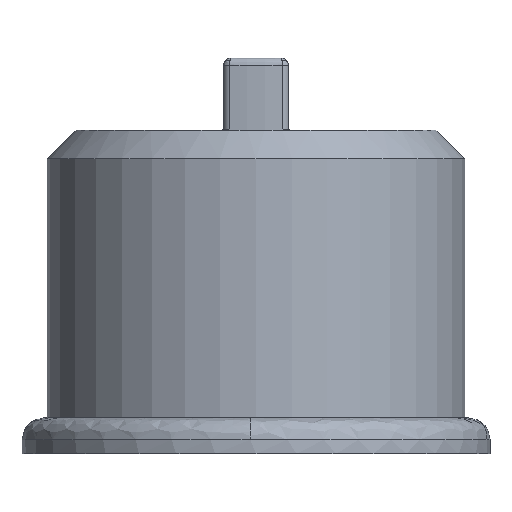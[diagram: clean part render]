
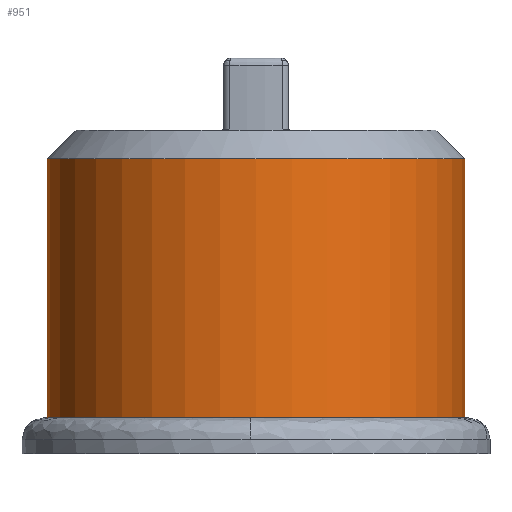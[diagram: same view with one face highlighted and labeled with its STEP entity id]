
A CAD part, front view. The second image highlights one B-rep face of the part: STEP entity #951.
In plain terms, the highlighted cylindrical face has radius 2.9 mm (diameter 5.8 mm), a partial arc.
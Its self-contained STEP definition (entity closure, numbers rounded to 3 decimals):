
#10 = VECTOR ( 'NONE', #1300, 1000. ) ;
#11 = AXIS2_PLACEMENT_3D ( 'NONE', #554, #973, #1276 ) ;
#51 = LINE ( 'NONE', #484, #938 ) ;
#74 = EDGE_CURVE ( 'NONE', #1302, #1181, #1083, .T. ) ;
#127 = CYLINDRICAL_SURFACE ( 'NONE', #11, 2.9 ) ;
#129 = CARTESIAN_POINT ( 'NONE',  ( -2.9, 0., 19.9 ) ) ;
#171 = EDGE_LOOP ( 'NONE', ( #1100, #1329, #1200, #1240 ) ) ;
#218 = DIRECTION ( 'NONE',  ( 1., 0., 0. ) ) ;
#262 = DIRECTION ( 'NONE',  ( 0., 0., 1. ) ) ;
#318 = VERTEX_POINT ( 'NONE', #577 ) ;
#469 = VERTEX_POINT ( 'NONE', #1197 ) ;
#481 = EDGE_CURVE ( 'NONE', #1302, #469, #793, .T. ) ;
#484 = CARTESIAN_POINT ( 'NONE',  ( 2.9, 0., 19.9 ) ) ;
#528 = DIRECTION ( 'NONE',  ( 0., 0., -1. ) ) ;
#554 = CARTESIAN_POINT ( 'NONE',  ( 0., 0., 19.9 ) ) ;
#577 = CARTESIAN_POINT ( 'NONE',  ( 2.9, 0., 19.5 ) ) ;
#632 = CARTESIAN_POINT ( 'NONE',  ( 0., 0., 19.5 ) ) ;
#661 = AXIS2_PLACEMENT_3D ( 'NONE', #735, #1167, #218 ) ;
#676 = FACE_OUTER_BOUND ( 'NONE', #171, .T. ) ;
#722 = AXIS2_PLACEMENT_3D ( 'NONE', #632, #528, #947 ) ;
#735 = CARTESIAN_POINT ( 'NONE',  ( 0., 0., 15.9 ) ) ;
#793 = LINE ( 'NONE', #129, #10 ) ;
#886 = EDGE_CURVE ( 'NONE', #318, #469, #1098, .T. ) ;
#938 = VECTOR ( 'NONE', #262, 1000. ) ;
#947 = DIRECTION ( 'NONE',  ( 1., 0., 0. ) ) ;
#951 = ADVANCED_FACE ( 'NONE', ( #676 ), #127, .T. ) ;
#973 = DIRECTION ( 'NONE',  ( 0., 0., 1. ) ) ;
#987 = CARTESIAN_POINT ( 'NONE',  ( -2.9, 0., 15.9 ) ) ;
#1083 = CIRCLE ( 'NONE', #661, 2.9 ) ;
#1098 = CIRCLE ( 'NONE', #722, 2.9 ) ;
#1100 = ORIENTED_EDGE ( 'NONE', *, *, #481, .F. ) ;
#1167 = DIRECTION ( 'NONE',  ( 0., 0., 1. ) ) ;
#1181 = VERTEX_POINT ( 'NONE', #1232 ) ;
#1197 = CARTESIAN_POINT ( 'NONE',  ( -2.9, 0., 19.5 ) ) ;
#1200 = ORIENTED_EDGE ( 'NONE', *, *, #1330, .T. ) ;
#1232 = CARTESIAN_POINT ( 'NONE',  ( 2.9, 0., 15.9 ) ) ;
#1240 = ORIENTED_EDGE ( 'NONE', *, *, #886, .T. ) ;
#1276 = DIRECTION ( 'NONE',  ( 1., 0., 0. ) ) ;
#1300 = DIRECTION ( 'NONE',  ( 0., 0., 1. ) ) ;
#1302 = VERTEX_POINT ( 'NONE', #987 ) ;
#1329 = ORIENTED_EDGE ( 'NONE', *, *, #74, .T. ) ;
#1330 = EDGE_CURVE ( 'NONE', #1181, #318, #51, .T. ) ;
